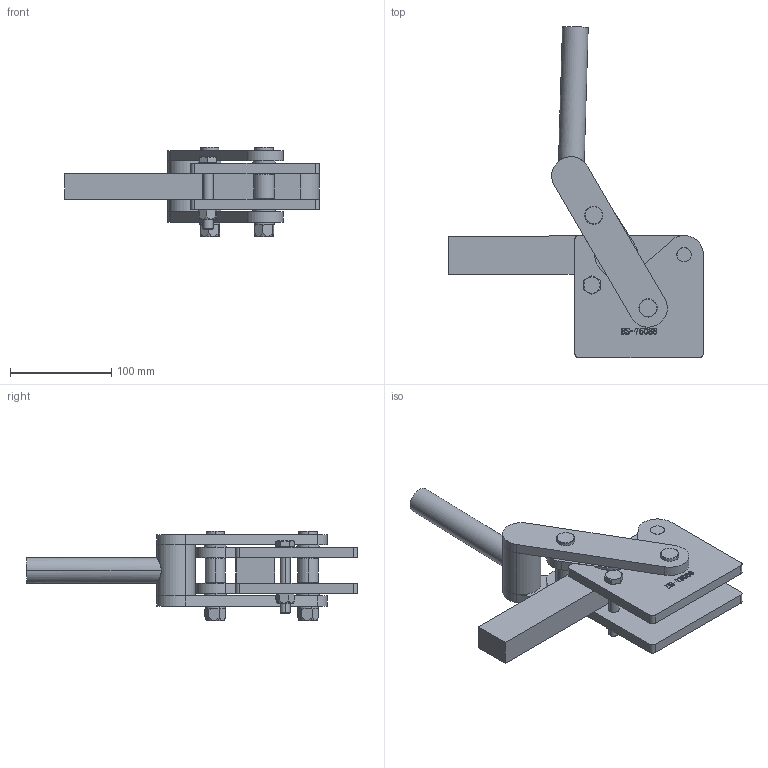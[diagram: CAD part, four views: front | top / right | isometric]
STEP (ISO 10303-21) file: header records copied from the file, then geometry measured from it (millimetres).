
FILE_DESCRIPTION (( 'STEP AP203' ), '1' );
FILE_NAME ('HS-75088 .STEP', '2019-08-27T02:43:40', ( '微软用户' ), ( '微软中国' ), 'SwSTEP 2.0', 'SolidWorks 2012', '' );
FILE_SCHEMA (( 'CONFIG_CONTROL_DESIGN' ));
Length unit declared in the file: millimetre
Products named in the file (14): HS-75088 ; 騵艦杶; prevailing torque hex nuts 1-fine pitch gb_GB_HEXAGON_LOCK_TYPE2 M10-N; hexagon head bolts--product grade c gb_GB_FASTENER_BOLT_HHBC M10X65-N; prevailing torque hex nuts 1-fine pitch gb_GB_HEXAGON_LOCK_TYPE2 M12-N; curved single coil spring lock washers gb_GB_FASTENER_WASHER_CSLW 12; T倛种; 忒梟(1); 揤旋; 种杶; 种1; 蟀裝; 菜え; 菁釱
Assembly tree (25 placements, depth 2):
  HS-75088 
    菁釱
    菜え  x4
    蟀裝  x2
    种1  x2
    种杶  x2
    揤旋
    忒梟(1)
    T倛种  x2
    curved single coil spring lock washers gb_GB_FASTENER_WASHER_CSLW 12  x2
    prevailing torque hex nuts 1-fine pitch gb_GB_HEXAGON_LOCK_TYPE2 M12-N  x2
    hexagon head bolts--product grade c gb_GB_FASTENER_BOLT_HHBC M10X65-N
    prevailing torque hex nuts 1-fine pitch gb_GB_HEXAGON_LOCK_TYPE2 M10-N
    騵艦杶  x4
Bounding box: 251.57 x 327.22 x 88.4 mm (x, y, z)
Volume: 972377 mm3; surface area: 217002.9 mm2
Topology: 27 solids, 27 shells, 692 faces, 1704 edges, 1105 vertices
Faces by surface type: plane 308, cylinder 147, bspline 146, cone 91
Entity records: 26657 total; most frequent: CARTESIAN_POINT 12125, ORIENTED_EDGE 2846, DIRECTION 2185, EDGE_CURVE 1423, VERTEX_POINT 932, LINE 849, VECTOR 849, AXIS2_PLACEMENT_3D 668
